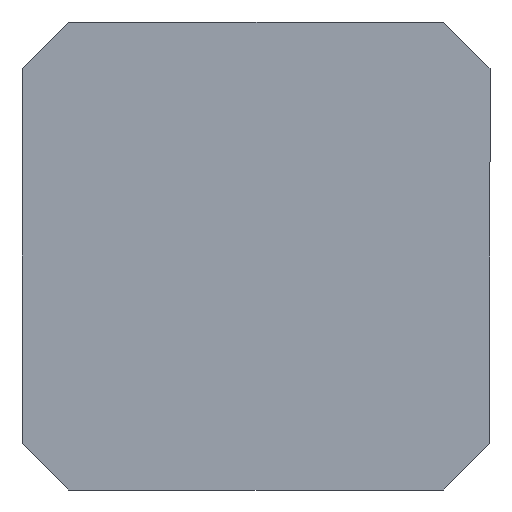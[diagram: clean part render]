
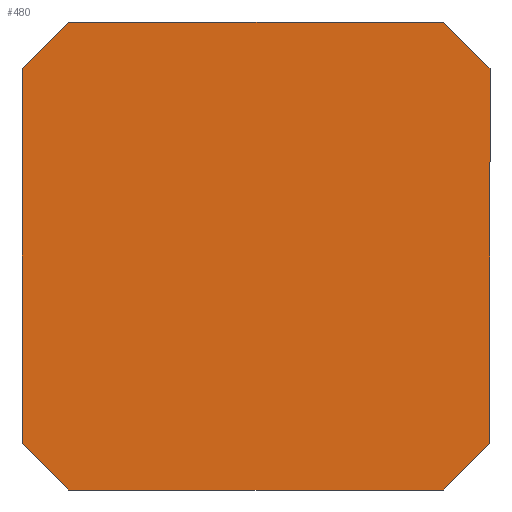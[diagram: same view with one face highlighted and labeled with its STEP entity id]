
A CAD part, front view. The second image highlights one B-rep face of the part: STEP entity #480.
In plain terms, the highlighted planar face has unit normal (0, -1, 0).
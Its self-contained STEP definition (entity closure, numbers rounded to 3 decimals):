
#38 = CARTESIAN_POINT ( 'NONE',  ( 75., 0., -75. ) ) ;
#86 = CARTESIAN_POINT ( 'NONE',  ( -60., 0., 75. ) ) ;
#121 = CARTESIAN_POINT ( 'NONE',  ( -75., 0., -60. ) ) ;
#137 = CARTESIAN_POINT ( 'NONE',  ( 75., 0., -60. ) ) ;
#192 = VERTEX_POINT ( 'NONE', #1593 ) ;
#199 = DIRECTION ( 'NONE',  ( 0.707, 0., 0.707 ) ) ;
#223 = LINE ( 'NONE', #86, #1585 ) ;
#238 = LINE ( 'NONE', #514, #607 ) ;
#249 = CARTESIAN_POINT ( 'NONE',  ( -60., 0., 75. ) ) ;
#290 = ORIENTED_EDGE ( 'NONE', *, *, #1751, .F. ) ;
#293 = CARTESIAN_POINT ( 'NONE',  ( 75., 0., 60. ) ) ;
#310 = ORIENTED_EDGE ( 'NONE', *, *, #811, .T. ) ;
#350 = EDGE_CURVE ( 'NONE', #192, #538, #442, .T. ) ;
#360 = DIRECTION ( 'NONE',  ( 0., 0., 1. ) ) ;
#361 = EDGE_CURVE ( 'NONE', #1475, #538, #1578, .T. ) ;
#376 = EDGE_CURVE ( 'NONE', #957, #1266, #238, .T. ) ;
#393 = EDGE_CURVE ( 'NONE', #192, #781, #1780, .T. ) ;
#442 = LINE ( 'NONE', #724, #1478 ) ;
#458 = VERTEX_POINT ( 'NONE', #654 ) ;
#476 = LINE ( 'NONE', #1030, #1217 ) ;
#480 = ADVANCED_FACE ( 'NONE', ( #1752 ), #1340, .F. ) ;
#514 = CARTESIAN_POINT ( 'NONE',  ( -75., 0., 75. ) ) ;
#538 = VERTEX_POINT ( 'NONE', #137 ) ;
#607 = VECTOR ( 'NONE', #923, 1000. ) ;
#631 = LINE ( 'NONE', #1581, #1442 ) ;
#637 = DIRECTION ( 'NONE',  ( -0.707, 0., -0.707 ) ) ;
#654 = CARTESIAN_POINT ( 'NONE',  ( -75., 0., 60. ) ) ;
#693 = DIRECTION ( 'NONE',  ( 0., 0., 1. ) ) ;
#724 = CARTESIAN_POINT ( 'NONE',  ( 60., 0., -75. ) ) ;
#743 = DIRECTION ( 'NONE',  ( 0., 0., -1. ) ) ;
#779 = DIRECTION ( 'NONE',  ( 0.707, 0., -0.707 ) ) ;
#781 = VERTEX_POINT ( 'NONE', #1318 ) ;
#786 = VECTOR ( 'NONE', #693, 1000. ) ;
#811 = EDGE_CURVE ( 'NONE', #957, #458, #223, .T. ) ;
#874 = ORIENTED_EDGE ( 'NONE', *, *, #1560, .T. ) ;
#899 = ORIENTED_EDGE ( 'NONE', *, *, #393, .F. ) ;
#923 = DIRECTION ( 'NONE',  ( 1., 0., 0. ) ) ;
#957 = VERTEX_POINT ( 'NONE', #249 ) ;
#958 = AXIS2_PLACEMENT_3D ( 'NONE', #1323, #1049, #360 ) ;
#1001 = VERTEX_POINT ( 'NONE', #121 ) ;
#1030 = CARTESIAN_POINT ( 'NONE',  ( 75., 0., 60. ) ) ;
#1049 = DIRECTION ( 'NONE',  ( 0., 1., 0. ) ) ;
#1096 = ORIENTED_EDGE ( 'NONE', *, *, #350, .T. ) ;
#1126 = ORIENTED_EDGE ( 'NONE', *, *, #361, .F. ) ;
#1206 = DIRECTION ( 'NONE',  ( -1., 0., 0. ) ) ;
#1217 = VECTOR ( 'NONE', #1592, 1000. ) ;
#1258 = LINE ( 'NONE', #1395, #786 ) ;
#1266 = VERTEX_POINT ( 'NONE', #1728 ) ;
#1271 = ORIENTED_EDGE ( 'NONE', *, *, #376, .F. ) ;
#1318 = CARTESIAN_POINT ( 'NONE',  ( -60., 0., -75. ) ) ;
#1323 = CARTESIAN_POINT ( 'NONE',  ( 0., 0., 0. ) ) ;
#1340 = PLANE ( 'NONE',  #958 ) ;
#1379 = EDGE_LOOP ( 'NONE', ( #899, #1096, #1126, #874, #1271, #310, #290, #1512 ) ) ;
#1395 = CARTESIAN_POINT ( 'NONE',  ( -75., 0., -75. ) ) ;
#1442 = VECTOR ( 'NONE', #779, 1000. ) ;
#1475 = VERTEX_POINT ( 'NONE', #293 ) ;
#1478 = VECTOR ( 'NONE', #199, 1000. ) ;
#1480 = CARTESIAN_POINT ( 'NONE',  ( -75., 0., -75. ) ) ;
#1512 = ORIENTED_EDGE ( 'NONE', *, *, #1518, .T. ) ;
#1518 = EDGE_CURVE ( 'NONE', #1001, #781, #631, .T. ) ;
#1560 = EDGE_CURVE ( 'NONE', #1475, #1266, #476, .T. ) ;
#1578 = LINE ( 'NONE', #38, #1777 ) ;
#1581 = CARTESIAN_POINT ( 'NONE',  ( -75., 0., -60. ) ) ;
#1585 = VECTOR ( 'NONE', #637, 1000. ) ;
#1592 = DIRECTION ( 'NONE',  ( -0.707, 0., 0.707 ) ) ;
#1593 = CARTESIAN_POINT ( 'NONE',  ( 60., 0., -75. ) ) ;
#1627 = VECTOR ( 'NONE', #1206, 1000. ) ;
#1728 = CARTESIAN_POINT ( 'NONE',  ( 60., 0., 75. ) ) ;
#1751 = EDGE_CURVE ( 'NONE', #1001, #458, #1258, .T. ) ;
#1752 = FACE_OUTER_BOUND ( 'NONE', #1379, .T. ) ;
#1777 = VECTOR ( 'NONE', #743, 1000. ) ;
#1780 = LINE ( 'NONE', #1480, #1627 ) ;
